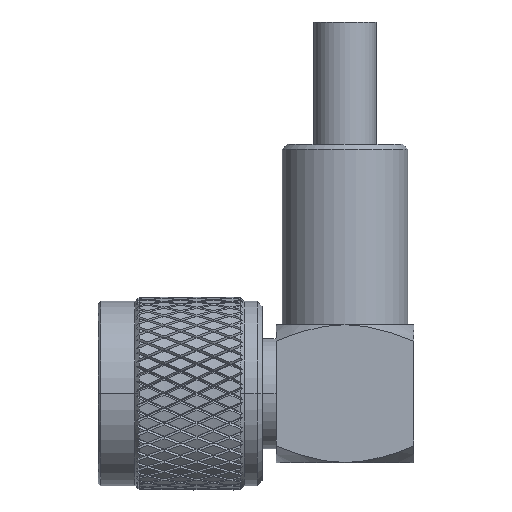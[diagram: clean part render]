
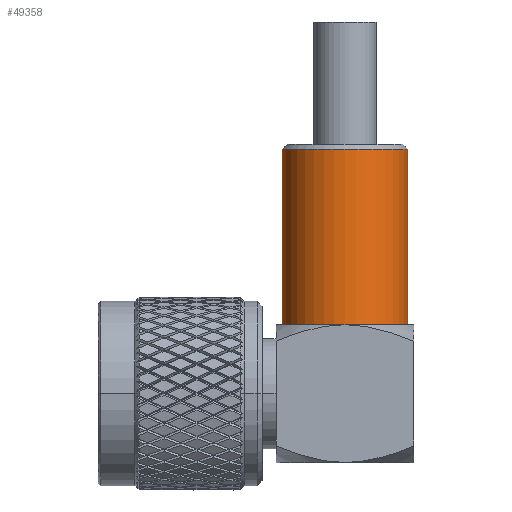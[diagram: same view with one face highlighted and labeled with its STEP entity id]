
A CAD part, front view. The second image highlights one B-rep face of the part: STEP entity #49358.
In plain terms, the highlighted cylindrical face has radius 6.5 mm (diameter 13 mm), a partial arc.
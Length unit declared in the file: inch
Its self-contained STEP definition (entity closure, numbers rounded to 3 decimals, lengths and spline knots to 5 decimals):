
#6125 = VERTEX_POINT ( 'NONE', #38294 ) ;
#6794 = CARTESIAN_POINT ( 'NONE',  ( 0.75259, 0., 0.2815 ) ) ;
#7530 = DIRECTION ( 'NONE',  ( 0., 0., -1. ) ) ;
#8229 = AXIS2_PLACEMENT_3D ( 'NONE', #26876, #26672, #51428 ) ;
#10564 = VECTOR ( 'NONE', #7530, 39.37008 ) ;
#11496 = EDGE_CURVE ( 'NONE', #61149, #23202, #46012, .T. ) ;
#11746 = LINE ( 'NONE', #28980, #23261 ) ;
#13408 = DIRECTION ( 'NONE',  ( -1., 0., 0. ) ) ;
#18629 = CARTESIAN_POINT ( 'NONE',  ( 1.0085, 0., 0.2815 ) ) ;
#20494 = EDGE_CURVE ( 'NONE', #29552, #23202, #11746, .T. ) ;
#21355 = AXIS2_PLACEMENT_3D ( 'NONE', #18629, #32984, #23330 ) ;
#22794 = LINE ( 'NONE', #56554, #10564 ) ;
#23202 = VERTEX_POINT ( 'NONE', #29962 ) ;
#23261 = VECTOR ( 'NONE', #63705, 39.37008 ) ;
#23330 = DIRECTION ( 'NONE',  ( -1., 0., 0. ) ) ;
#23436 = CARTESIAN_POINT ( 'NONE',  ( 1.26441, 0., 0.99767 ) ) ;
#26672 = DIRECTION ( 'NONE',  ( 0., 0., -1. ) ) ;
#26876 = CARTESIAN_POINT ( 'NONE',  ( 1.0085, 0., 0.99767 ) ) ;
#28980 = CARTESIAN_POINT ( 'NONE',  ( 1.26441, 0., 3.67066 ) ) ;
#29552 = VERTEX_POINT ( 'NONE', #23436 ) ;
#29962 = CARTESIAN_POINT ( 'NONE',  ( 1.26441, 0., 0.2815 ) ) ;
#31755 = ORIENTED_EDGE ( 'NONE', *, *, #20494, .F. ) ;
#32984 = DIRECTION ( 'NONE',  ( 0., 0., 1. ) ) ;
#37239 = CARTESIAN_POINT ( 'NONE',  ( 1.0085, 0., 3.67066 ) ) ;
#37897 = DIRECTION ( 'NONE',  ( 0., 0., -1. ) ) ;
#38294 = CARTESIAN_POINT ( 'NONE',  ( 0.75259, 0., 0.99767 ) ) ;
#41778 = CIRCLE ( 'NONE', #8229, 0.25591 ) ;
#42084 = ORIENTED_EDGE ( 'NONE', *, *, #42565, .T. ) ;
#42565 = EDGE_CURVE ( 'NONE', #6125, #61149, #22794, .T. ) ;
#43733 = ORIENTED_EDGE ( 'NONE', *, *, #11496, .T. ) ;
#46012 = CIRCLE ( 'NONE', #21355, 0.25591 ) ;
#48229 = EDGE_CURVE ( 'NONE', #29552, #6125, #41778, .T. ) ;
#49358 = ADVANCED_FACE ( 'NONE', ( #57191 ), #49425, .T. ) ;
#49425 = CYLINDRICAL_SURFACE ( 'NONE', #56085, 0.25591 ) ;
#51428 = DIRECTION ( 'NONE',  ( -1., 0., 0. ) ) ;
#55989 = ORIENTED_EDGE ( 'NONE', *, *, #48229, .T. ) ;
#56085 = AXIS2_PLACEMENT_3D ( 'NONE', #37239, #37897, #13408 ) ;
#56554 = CARTESIAN_POINT ( 'NONE',  ( 0.75259, 0., 3.67066 ) ) ;
#57191 = FACE_OUTER_BOUND ( 'NONE', #57569, .T. ) ;
#57569 = EDGE_LOOP ( 'NONE', ( #31755, #55989, #42084, #43733 ) ) ;
#61149 = VERTEX_POINT ( 'NONE', #6794 ) ;
#63705 = DIRECTION ( 'NONE',  ( 0., 0., -1. ) ) ;
